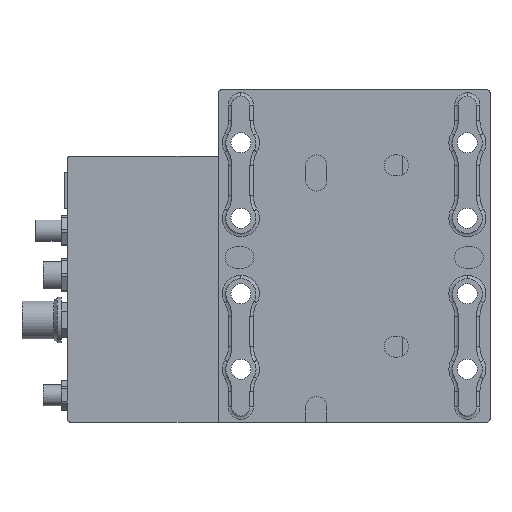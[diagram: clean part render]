
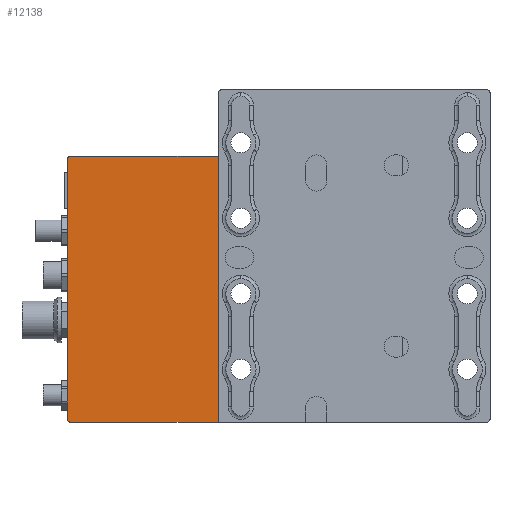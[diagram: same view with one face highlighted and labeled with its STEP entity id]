
A CAD part, front view. The second image highlights one B-rep face of the part: STEP entity #12138.
In plain terms, the highlighted planar face has unit normal (0, -1, 0).
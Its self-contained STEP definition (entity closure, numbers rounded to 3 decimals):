
#550 = VERTEX_POINT ( 'NONE', #16715 ) ;
#563 = PLANE ( 'NONE',  #16108 ) ;
#612 = CARTESIAN_POINT ( 'NONE',  ( -95., 0.5, -54. ) ) ;
#670 = CARTESIAN_POINT ( 'NONE',  ( -95., 0.5, 33. ) ) ;
#873 = VERTEX_POINT ( 'NONE', #7480 ) ;
#1362 = EDGE_LOOP ( 'NONE', ( #15713, #12192, #1838, #11141, #6961, #3389 ) ) ;
#1838 = ORIENTED_EDGE ( 'NONE', *, *, #11083, .F. ) ;
#2030 = VERTEX_POINT ( 'NONE', #17425 ) ;
#2490 = FACE_OUTER_BOUND ( 'NONE', #1362, .T. ) ;
#2742 = DIRECTION ( 'NONE',  ( 1., 0., 0. ) ) ;
#3067 = LINE ( 'NONE', #11316, #18151 ) ;
#3389 = ORIENTED_EDGE ( 'NONE', *, *, #6377, .T. ) ;
#4600 = CARTESIAN_POINT ( 'NONE',  ( -95., 0.5, 33. ) ) ;
#4790 = DIRECTION ( 'NONE',  ( 0., 0., -1. ) ) ;
#5109 = CARTESIAN_POINT ( 'NONE',  ( -45., 0.5, -55. ) ) ;
#5505 = EDGE_CURVE ( 'NONE', #2030, #13343, #16650, .T. ) ;
#5623 = DIRECTION ( 'NONE',  ( 0., 0., -1. ) ) ;
#5984 = CARTESIAN_POINT ( 'NONE',  ( -94., 0.5, 32. ) ) ;
#6134 = LINE ( 'NONE', #16841, #11190 ) ;
#6377 = EDGE_CURVE ( 'NONE', #9852, #550, #18047, .T. ) ;
#6564 = CIRCLE ( 'NONE', #9181, 1. ) ;
#6820 = DIRECTION ( 'NONE',  ( -1., 0., 0. ) ) ;
#6961 = ORIENTED_EDGE ( 'NONE', *, *, #17612, .T. ) ;
#7182 = DIRECTION ( 'NONE',  ( 0., -1., 0. ) ) ;
#7300 = DIRECTION ( 'NONE',  ( 1., 0., 0. ) ) ;
#7480 = CARTESIAN_POINT ( 'NONE',  ( -94., 0.5, -55. ) ) ;
#7580 = AXIS2_PLACEMENT_3D ( 'NONE', #5984, #9158, #7300 ) ;
#8384 = VECTOR ( 'NONE', #4790, 1000. ) ;
#8890 = VERTEX_POINT ( 'NONE', #612 ) ;
#8910 = VECTOR ( 'NONE', #5623, 1000. ) ;
#9158 = DIRECTION ( 'NONE',  ( 0., -1., 0. ) ) ;
#9181 = AXIS2_PLACEMENT_3D ( 'NONE', #10492, #20181, #2742 ) ;
#9852 = VERTEX_POINT ( 'NONE', #10620 ) ;
#10234 = EDGE_CURVE ( 'NONE', #8890, #873, #6564, .T. ) ;
#10492 = CARTESIAN_POINT ( 'NONE',  ( -94., 0.5, -54. ) ) ;
#10620 = CARTESIAN_POINT ( 'NONE',  ( -94., 0.5, 33. ) ) ;
#11083 = EDGE_CURVE ( 'NONE', #13343, #873, #6134, .T. ) ;
#11141 = ORIENTED_EDGE ( 'NONE', *, *, #5505, .F. ) ;
#11190 = VECTOR ( 'NONE', #18767, 1000. ) ;
#11316 = CARTESIAN_POINT ( 'NONE',  ( -95., 0.5, 33. ) ) ;
#12138 = ADVANCED_FACE ( 'NONE', ( #2490 ), #563, .T. ) ;
#12192 = ORIENTED_EDGE ( 'NONE', *, *, #10234, .T. ) ;
#13104 = DIRECTION ( 'NONE',  ( 1., 0., 0. ) ) ;
#13343 = VERTEX_POINT ( 'NONE', #5109 ) ;
#13580 = CARTESIAN_POINT ( 'NONE',  ( -45., 0.5, 33. ) ) ;
#14757 = EDGE_CURVE ( 'NONE', #550, #8890, #19988, .T. ) ;
#15713 = ORIENTED_EDGE ( 'NONE', *, *, #14757, .T. ) ;
#16108 = AXIS2_PLACEMENT_3D ( 'NONE', #670, #7182, #13104 ) ;
#16650 = LINE ( 'NONE', #13580, #8910 ) ;
#16715 = CARTESIAN_POINT ( 'NONE',  ( -95., 0.5, 32. ) ) ;
#16841 = CARTESIAN_POINT ( 'NONE',  ( -95., 0.5, -55. ) ) ;
#17425 = CARTESIAN_POINT ( 'NONE',  ( -45., 0.5, 33. ) ) ;
#17612 = EDGE_CURVE ( 'NONE', #2030, #9852, #3067, .T. ) ;
#18047 = CIRCLE ( 'NONE', #7580, 1. ) ;
#18151 = VECTOR ( 'NONE', #6820, 1000. ) ;
#18767 = DIRECTION ( 'NONE',  ( -1., 0., 0. ) ) ;
#19988 = LINE ( 'NONE', #4600, #8384 ) ;
#20181 = DIRECTION ( 'NONE',  ( 0., -1., 0. ) ) ;
